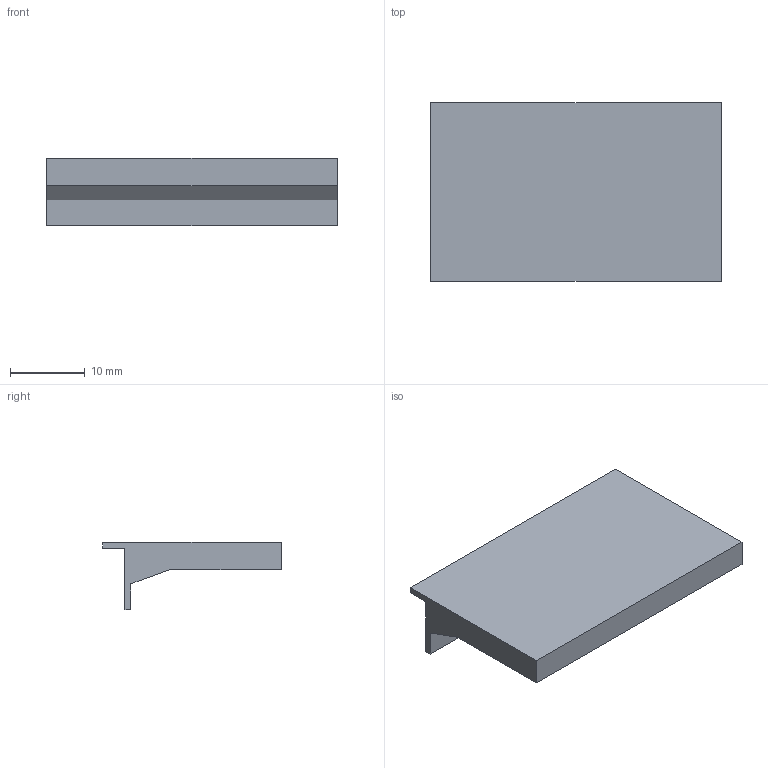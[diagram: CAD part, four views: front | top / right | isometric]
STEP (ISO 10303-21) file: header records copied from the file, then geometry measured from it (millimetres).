
FILE_DESCRIPTION(('STEP AP214'),'1');
FILE_NAME('cctmp_A9F1D369-7334-4646-A88C-7FEC6155DD7B_2023_08_14_21_04_09_0723..stp','2023-08-14T19:04:09',('SIEMENS A&D'),('CADClick - www.CADClick.com'),'Spatial InterOp 3D postprocessed',' ','unknown authorization');
FILE_SCHEMA(('AUTOMOTIVE_DESIGN'));
Length unit declared in the file: millimetre
Products named in the file (1): 2023_08_14_21_04_09_0719
Bounding box: 39 x 24 x 9 mm (x, y, z)
Volume: 2723.8 mm3; surface area: 3584.7 mm2
Topology: 1 solids, 1 shells, 29 faces, 81 edges, 54 vertices
Faces by surface type: plane 23, cylinder 6
Entity records: 1578 total; most frequent: STYLED_ITEM 165, PRESENTATION_STYLE_ASSIGNMENT 165, CARTESIAN_POINT 165, ORIENTED_EDGE 162, DIRECTION 153, EDGE_CURVE 81, CURVE_STYLE 81, DRAUGHTING_PRE_DEFINED_CURVE_FONT 81
